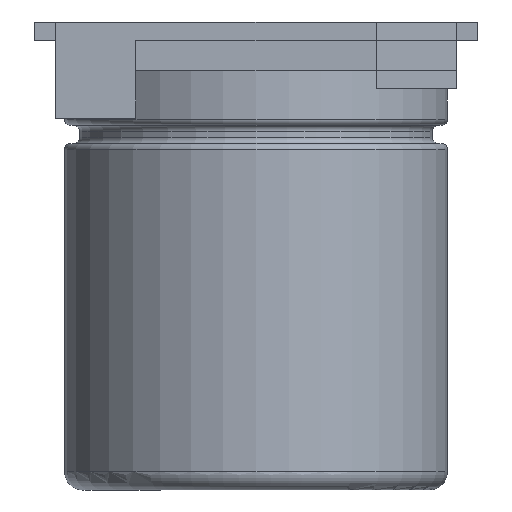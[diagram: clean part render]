
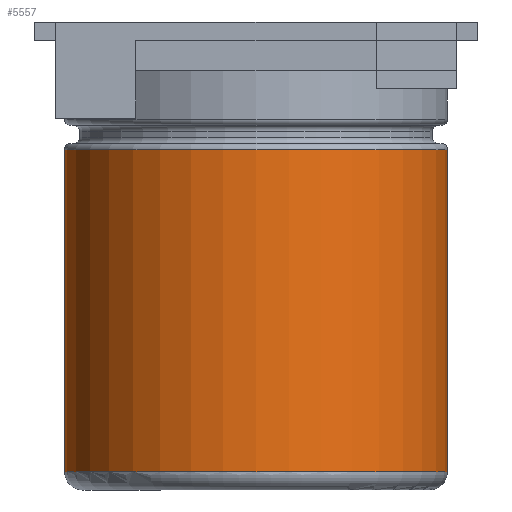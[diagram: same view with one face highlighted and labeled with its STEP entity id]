
A CAD part, front view. The second image highlights one B-rep face of the part: STEP entity #5557.
In plain terms, the highlighted cylindrical face has radius 3.15 mm (diameter 6.3 mm), a partial arc.
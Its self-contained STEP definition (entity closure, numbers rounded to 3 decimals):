
#2833 = VERTEX_POINT('',#2834);
#2834 = CARTESIAN_POINT('',(-3.15,0.,-7.4));
#2849 = TOROIDAL_SURFACE('',#2850,2.85,0.3);
#2850 = AXIS2_PLACEMENT_3D('',#2851,#2852,#2853);
#2851 = CARTESIAN_POINT('',(0.,0.,-7.4));
#2852 = DIRECTION('',(-0.,-0.,1.));
#2853 = DIRECTION('',(1.,0.,0.));
#2862 = VERTEX_POINT('',#2863);
#2863 = CARTESIAN_POINT('',(3.15,0.,-7.4));
#2878 = CYLINDRICAL_SURFACE('',#2879,3.15);
#2879 = AXIS2_PLACEMENT_3D('',#2880,#2881,#2882);
#2880 = CARTESIAN_POINT('',(0.,0.,0.));
#2881 = DIRECTION('',(-0.,-0.,1.));
#2882 = DIRECTION('',(1.,0.,0.));
#2945 = EDGE_CURVE('',#2833,#2946,#2948,.T.);
#2946 = VERTEX_POINT('',#2947);
#2947 = CARTESIAN_POINT('',(-3.15,0.,-2.1));
#2948 = SURFACE_CURVE('',#2949,(#2953,#2960),.PCURVE_S1.);
#2949 = LINE('',#2950,#2951);
#2950 = CARTESIAN_POINT('',(-3.15,0.,0.));
#2951 = VECTOR('',#2952,1.);
#2952 = DIRECTION('',(-0.,-0.,1.));
#2953 = PCURVE('',#2878,#2954);
#2954 = DEFINITIONAL_REPRESENTATION('',(#2955),#2959);
#2955 = LINE('',#2956,#2957);
#2956 = CARTESIAN_POINT('',(3.142,0.));
#2957 = VECTOR('',#2958,1.);
#2958 = DIRECTION('',(0.,1.));
#2959 = ( GEOMETRIC_REPRESENTATION_CONTEXT(2) 
PARAMETRIC_REPRESENTATION_CONTEXT() REPRESENTATION_CONTEXT('2D SPACE',''
  ) );
#2960 = PCURVE('',#2961,#2966);
#2961 = CYLINDRICAL_SURFACE('',#2962,3.15);
#2962 = AXIS2_PLACEMENT_3D('',#2963,#2964,#2965);
#2963 = CARTESIAN_POINT('',(0.,0.,0.));
#2964 = DIRECTION('',(-0.,-0.,1.));
#2965 = DIRECTION('',(1.,0.,0.));
#2966 = DEFINITIONAL_REPRESENTATION('',(#2967),#2971);
#2967 = LINE('',#2968,#2969);
#2968 = CARTESIAN_POINT('',(3.142,0.));
#2969 = VECTOR('',#2970,1.);
#2970 = DIRECTION('',(0.,1.));
#2971 = ( GEOMETRIC_REPRESENTATION_CONTEXT(2) 
PARAMETRIC_REPRESENTATION_CONTEXT() REPRESENTATION_CONTEXT('2D SPACE',''
  ) );
#2974 = VERTEX_POINT('',#2975);
#2975 = CARTESIAN_POINT('',(3.15,0.,-2.1));
#3002 = EDGE_CURVE('',#2862,#2974,#3003,.T.);
#3003 = SURFACE_CURVE('',#3004,(#3008,#3015),.PCURVE_S1.);
#3004 = LINE('',#3005,#3006);
#3005 = CARTESIAN_POINT('',(3.15,0.,0.));
#3006 = VECTOR('',#3007,1.);
#3007 = DIRECTION('',(-0.,-0.,1.));
#3008 = PCURVE('',#2878,#3009);
#3009 = DEFINITIONAL_REPRESENTATION('',(#3010),#3014);
#3010 = LINE('',#3011,#3012);
#3011 = CARTESIAN_POINT('',(0.,0.));
#3012 = VECTOR('',#3013,1.);
#3013 = DIRECTION('',(0.,1.));
#3014 = ( GEOMETRIC_REPRESENTATION_CONTEXT(2) 
PARAMETRIC_REPRESENTATION_CONTEXT() REPRESENTATION_CONTEXT('2D SPACE',''
  ) );
#3015 = PCURVE('',#2961,#3016);
#3016 = DEFINITIONAL_REPRESENTATION('',(#3017),#3021);
#3017 = LINE('',#3018,#3019);
#3018 = CARTESIAN_POINT('',(6.283,0.));
#3019 = VECTOR('',#3020,1.);
#3020 = DIRECTION('',(0.,1.));
#3021 = ( GEOMETRIC_REPRESENTATION_CONTEXT(2) 
PARAMETRIC_REPRESENTATION_CONTEXT() REPRESENTATION_CONTEXT('2D SPACE',''
  ) );
#3044 = TOROIDAL_SURFACE('',#3045,3.05,0.1);
#3045 = AXIS2_PLACEMENT_3D('',#3046,#3047,#3048);
#3046 = CARTESIAN_POINT('',(0.,0.,-2.1));
#3047 = DIRECTION('',(-0.,-0.,1.));
#3048 = DIRECTION('',(1.,0.,0.));
#5534 = EDGE_CURVE('',#2946,#2974,#5535,.T.);
#5535 = SURFACE_CURVE('',#5536,(#5541,#5548),.PCURVE_S1.);
#5536 = CIRCLE('',#5537,3.15);
#5537 = AXIS2_PLACEMENT_3D('',#5538,#5539,#5540);
#5538 = CARTESIAN_POINT('',(0.,0.,-2.1));
#5539 = DIRECTION('',(0.,-0.,1.));
#5540 = DIRECTION('',(1.,0.,0.));
#5541 = PCURVE('',#3044,#5542);
#5542 = DEFINITIONAL_REPRESENTATION('',(#5543),#5547);
#5543 = LINE('',#5544,#5545);
#5544 = CARTESIAN_POINT('',(0.,0.));
#5545 = VECTOR('',#5546,1.);
#5546 = DIRECTION('',(1.,0.));
#5547 = ( GEOMETRIC_REPRESENTATION_CONTEXT(2) 
PARAMETRIC_REPRESENTATION_CONTEXT() REPRESENTATION_CONTEXT('2D SPACE',''
  ) );
#5548 = PCURVE('',#2961,#5549);
#5549 = DEFINITIONAL_REPRESENTATION('',(#5550),#5554);
#5550 = LINE('',#5551,#5552);
#5551 = CARTESIAN_POINT('',(0.,-2.1));
#5552 = VECTOR('',#5553,1.);
#5553 = DIRECTION('',(1.,0.));
#5554 = ( GEOMETRIC_REPRESENTATION_CONTEXT(2) 
PARAMETRIC_REPRESENTATION_CONTEXT() REPRESENTATION_CONTEXT('2D SPACE',''
  ) );
#5557 = ADVANCED_FACE('',(#5558),#2961,.T.);
#5558 = FACE_BOUND('',#5559,.T.);
#5559 = EDGE_LOOP('',(#5560,#5561,#5583,#5584));
#5560 = ORIENTED_EDGE('',*,*,#2945,.F.);
#5561 = ORIENTED_EDGE('',*,*,#5562,.T.);
#5562 = EDGE_CURVE('',#2833,#2862,#5563,.T.);
#5563 = SURFACE_CURVE('',#5564,(#5569,#5576),.PCURVE_S1.);
#5564 = CIRCLE('',#5565,3.15);
#5565 = AXIS2_PLACEMENT_3D('',#5566,#5567,#5568);
#5566 = CARTESIAN_POINT('',(0.,0.,-7.4));
#5567 = DIRECTION('',(0.,-0.,1.));
#5568 = DIRECTION('',(1.,0.,0.));
#5569 = PCURVE('',#2961,#5570);
#5570 = DEFINITIONAL_REPRESENTATION('',(#5571),#5575);
#5571 = LINE('',#5572,#5573);
#5572 = CARTESIAN_POINT('',(0.,-7.4));
#5573 = VECTOR('',#5574,1.);
#5574 = DIRECTION('',(1.,0.));
#5575 = ( GEOMETRIC_REPRESENTATION_CONTEXT(2) 
PARAMETRIC_REPRESENTATION_CONTEXT() REPRESENTATION_CONTEXT('2D SPACE',''
  ) );
#5576 = PCURVE('',#2849,#5577);
#5577 = DEFINITIONAL_REPRESENTATION('',(#5578),#5582);
#5578 = LINE('',#5579,#5580);
#5579 = CARTESIAN_POINT('',(0.,6.283));
#5580 = VECTOR('',#5581,1.);
#5581 = DIRECTION('',(1.,0.));
#5582 = ( GEOMETRIC_REPRESENTATION_CONTEXT(2) 
PARAMETRIC_REPRESENTATION_CONTEXT() REPRESENTATION_CONTEXT('2D SPACE',''
  ) );
#5583 = ORIENTED_EDGE('',*,*,#3002,.T.);
#5584 = ORIENTED_EDGE('',*,*,#5534,.F.);
